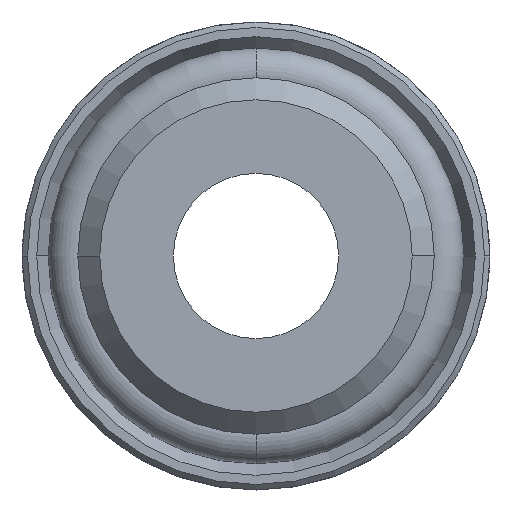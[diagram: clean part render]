
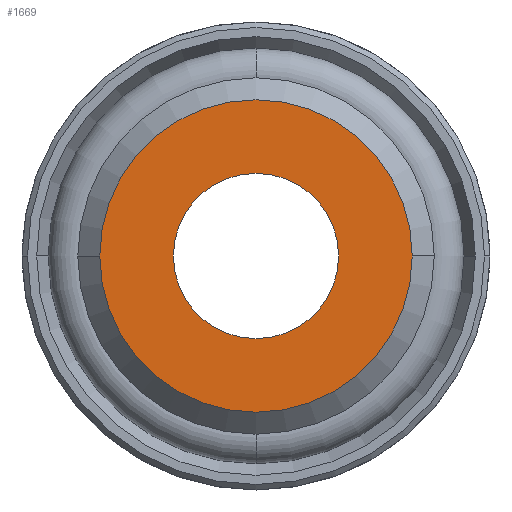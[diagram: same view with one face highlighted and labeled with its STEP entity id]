
A CAD part, front view. The second image highlights one B-rep face of the part: STEP entity #1669.
In plain terms, the highlighted planar face has unit normal (0, -1, 0).
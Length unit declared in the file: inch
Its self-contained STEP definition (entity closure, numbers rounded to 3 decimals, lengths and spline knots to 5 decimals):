
#53 = DIRECTION ( 'NONE',  ( -1., 0., 0. ) ) ;
#291 = AXIS2_PLACEMENT_3D ( 'NONE', #928, #1412, #1582 ) ;
#341 = DIRECTION ( 'NONE',  ( 0., 1., 0. ) ) ;
#348 = CIRCLE ( 'NONE', #1404, 0.22343 ) ;
#357 = ORIENTED_EDGE ( 'NONE', *, *, #2073, .T. ) ;
#405 = PLANE ( 'NONE',  #828 ) ;
#437 = CIRCLE ( 'NONE', #485, 0.11811 ) ;
#444 = DIRECTION ( 'NONE',  ( 0., 0., 1. ) ) ;
#475 = VERTEX_POINT ( 'NONE', #1506 ) ;
#485 = AXIS2_PLACEMENT_3D ( 'NONE', #1809, #1612, #444 ) ;
#586 = CARTESIAN_POINT ( 'NONE',  ( 0., 0., 0.11811 ) ) ;
#683 = VERTEX_POINT ( 'NONE', #1187 ) ;
#722 = AXIS2_PLACEMENT_3D ( 'NONE', #833, #341, #1184 ) ;
#758 = CARTESIAN_POINT ( 'NONE',  ( 0., 0., 0. ) ) ;
#801 = EDGE_CURVE ( 'NONE', #683, #475, #348, .T. ) ;
#828 = AXIS2_PLACEMENT_3D ( 'NONE', #1758, #1078, #1083 ) ;
#833 = CARTESIAN_POINT ( 'NONE',  ( 0., 0., 0. ) ) ;
#884 = CIRCLE ( 'NONE', #291, 0.22343 ) ;
#902 = DIRECTION ( 'NONE',  ( 0., -1., 0. ) ) ;
#928 = CARTESIAN_POINT ( 'NONE',  ( 0., 0., 0. ) ) ;
#943 = ORIENTED_EDGE ( 'NONE', *, *, #801, .T. ) ;
#949 = VERTEX_POINT ( 'NONE', #1466 ) ;
#950 = EDGE_LOOP ( 'NONE', ( #357, #943 ) ) ;
#1075 = EDGE_CURVE ( 'NONE', #1322, #949, #1160, .T. ) ;
#1078 = DIRECTION ( 'NONE',  ( 0., -1., 0. ) ) ;
#1083 = DIRECTION ( 'NONE',  ( 0., 0., -1. ) ) ;
#1160 = CIRCLE ( 'NONE', #722, 0.11811 ) ;
#1184 = DIRECTION ( 'NONE',  ( 0., 0., 1. ) ) ;
#1187 = CARTESIAN_POINT ( 'NONE',  ( 0.22343, 0., 0. ) ) ;
#1241 = EDGE_CURVE ( 'NONE', #949, #1322, #437, .T. ) ;
#1287 = FACE_BOUND ( 'NONE', #1710, .T. ) ;
#1322 = VERTEX_POINT ( 'NONE', #586 ) ;
#1399 = ORIENTED_EDGE ( 'NONE', *, *, #1241, .T. ) ;
#1404 = AXIS2_PLACEMENT_3D ( 'NONE', #758, #902, #53 ) ;
#1412 = DIRECTION ( 'NONE',  ( 0., -1., 0. ) ) ;
#1466 = CARTESIAN_POINT ( 'NONE',  ( 0., 0., -0.11811 ) ) ;
#1506 = CARTESIAN_POINT ( 'NONE',  ( -0.22343, 0., 0. ) ) ;
#1582 = DIRECTION ( 'NONE',  ( -1., 0., 0. ) ) ;
#1612 = DIRECTION ( 'NONE',  ( 0., 1., 0. ) ) ;
#1669 = ADVANCED_FACE ( 'NONE', ( #1738, #1287 ), #405, .T. ) ;
#1710 = EDGE_LOOP ( 'NONE', ( #2035, #1399 ) ) ;
#1738 = FACE_OUTER_BOUND ( 'NONE', #950, .T. ) ;
#1758 = CARTESIAN_POINT ( 'NONE',  ( -0.17077, 0., 0. ) ) ;
#1809 = CARTESIAN_POINT ( 'NONE',  ( 0., 0., 0. ) ) ;
#2035 = ORIENTED_EDGE ( 'NONE', *, *, #1075, .T. ) ;
#2073 = EDGE_CURVE ( 'NONE', #475, #683, #884, .T. ) ;
